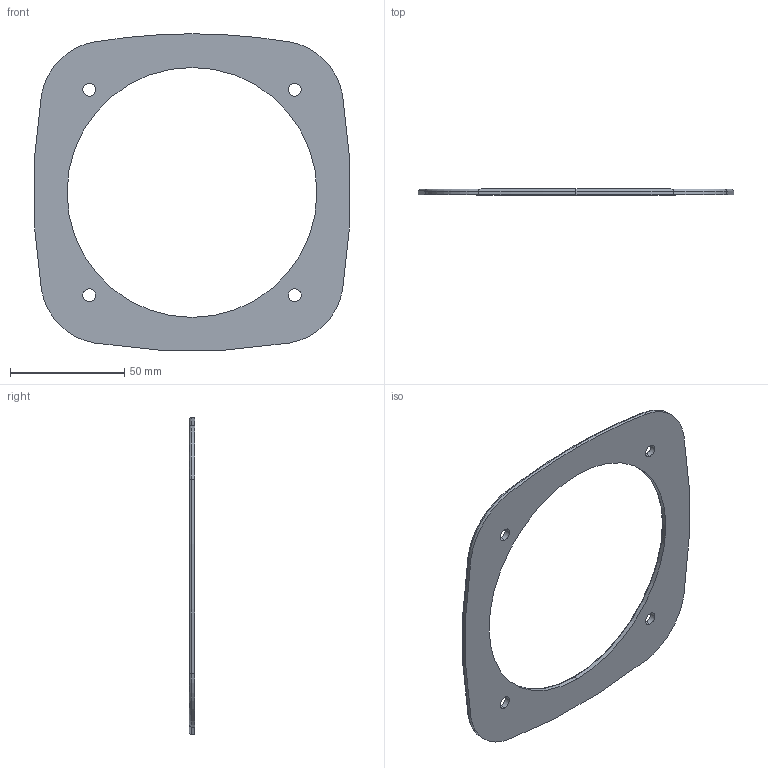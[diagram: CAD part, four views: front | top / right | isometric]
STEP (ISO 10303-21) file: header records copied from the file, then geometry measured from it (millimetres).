
FILE_DESCRIPTION (( 'STEP AP214' ), '1' );
FILE_NAME ('1859 Molded Gasket for # 1858.STEP', '2023-04-03T18:50:25', ( '' ), ( '' ), 'SwSTEP 2.0', 'SolidWorks 2023', '' );
FILE_SCHEMA (( 'AUTOMOTIVE_DESIGN' ));
Length unit declared in the file: millimetre
Products named in the file (1): 1859 Molded Gasket for # 1858
Bounding box: 138.21 x 2.4 x 138.61 mm (x, y, z)
Volume: 19137.3 mm3; surface area: 18047.9 mm2
Topology: 1 solids, 1 shells, 42 faces, 106 edges, 67 vertices
Faces by surface type: torus 20, cylinder 19, plane 3
Entity records: 1352 total; most frequent: DIRECTION 279, CARTESIAN_POINT 216, ORIENTED_EDGE 212, AXIS2_PLACEMENT_3D 130, EDGE_CURVE 106, CIRCLE 87, VERTEX_POINT 67, EDGE_LOOP 53
